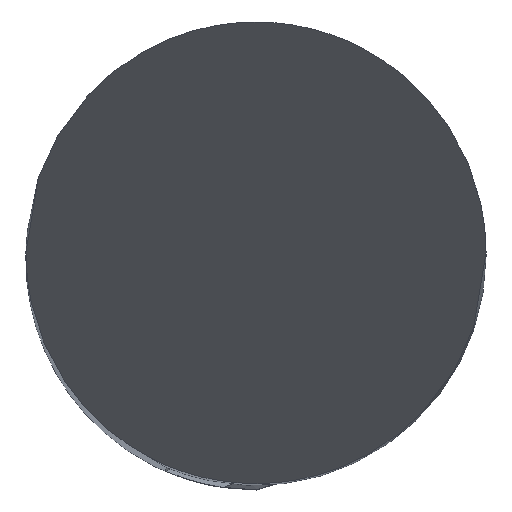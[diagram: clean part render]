
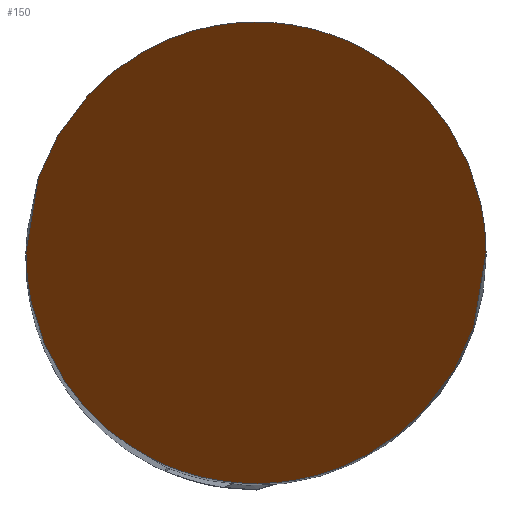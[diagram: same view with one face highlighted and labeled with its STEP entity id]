
A CAD part, top view. The second image highlights one B-rep face of the part: STEP entity #150.
In plain terms, the highlighted planar face has unit normal (0, -0.866, 0.5).
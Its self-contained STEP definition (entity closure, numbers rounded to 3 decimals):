
#52=PLANE('',#631);
#74=(
BOUNDED_CURVE()
B_SPLINE_CURVE(3,(#868,#869,#870,#871),.UNSPECIFIED.,.F.,.F.)
B_SPLINE_CURVE_WITH_KNOTS((4,4),(0.,1.),.UNSPECIFIED.)
CURVE()
GEOMETRIC_REPRESENTATION_ITEM()
RATIONAL_B_SPLINE_CURVE((1.,0.333,0.333,1.))
REPRESENTATION_ITEM('')
);
#76=(
BOUNDED_CURVE()
B_SPLINE_CURVE(3,(#957,#958,#959,#960),.UNSPECIFIED.,.F.,.F.)
B_SPLINE_CURVE_WITH_KNOTS((4,4),(0.,1.),.UNSPECIFIED.)
CURVE()
GEOMETRIC_REPRESENTATION_ITEM()
RATIONAL_B_SPLINE_CURVE((1.,0.333,0.333,1.))
REPRESENTATION_ITEM('')
);
#150=ADVANCED_FACE('',(#185),#52,.F.);
#185=FACE_OUTER_BOUND('',#217,.T.);
#217=EDGE_LOOP('',(#289,#290));
#289=ORIENTED_EDGE('',*,*,#469,.F.);
#290=ORIENTED_EDGE('',*,*,#491,.F.);
#415=VERTEX_POINT('',#872);
#416=VERTEX_POINT('',#873);
#469=EDGE_CURVE('',#415,#416,#74,.T.);
#491=EDGE_CURVE('',#416,#415,#76,.T.);
#631=AXIS2_PLACEMENT_3D('',#999,#706,#707);
#706=DIRECTION('',(0.,0.866,-0.5));
#707=DIRECTION('',(0.,0.5,0.866));
#868=CARTESIAN_POINT('',(3.5,0.,0.));
#869=CARTESIAN_POINT('',(3.5,-7.,-12.124));
#870=CARTESIAN_POINT('',(-3.5,-7.,-12.124));
#871=CARTESIAN_POINT('',(-3.5,0.,0.));
#872=CARTESIAN_POINT('',(3.5,0.,0.));
#873=CARTESIAN_POINT('',(-3.5,0.,0.));
#957=CARTESIAN_POINT('',(-3.5,0.,0.));
#958=CARTESIAN_POINT('',(-3.5,7.,12.124));
#959=CARTESIAN_POINT('',(3.5,7.,12.124));
#960=CARTESIAN_POINT('',(3.5,0.,0.));
#999=CARTESIAN_POINT('',(-3.5,12.5,21.651));
